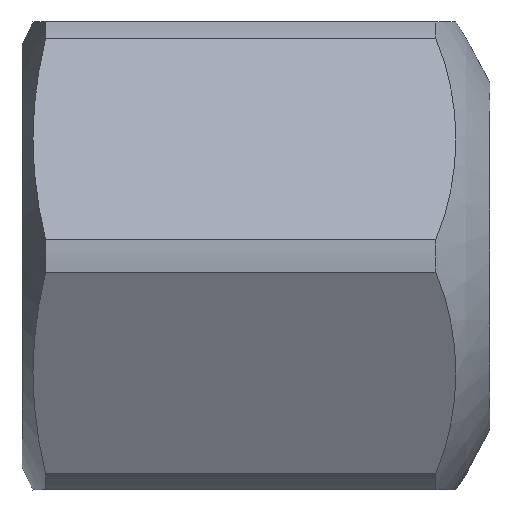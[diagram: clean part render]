
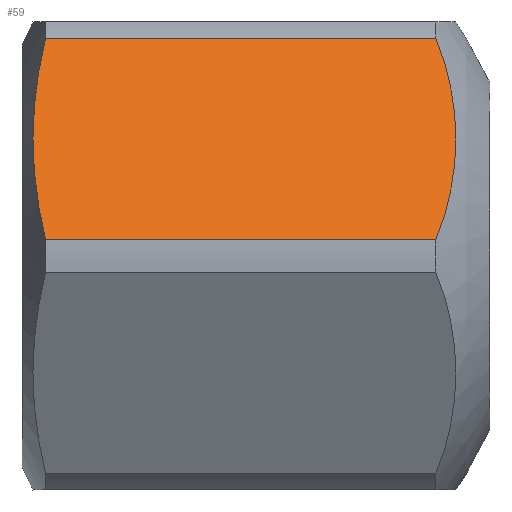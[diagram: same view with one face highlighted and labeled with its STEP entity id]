
A CAD part, front view. The second image highlights one B-rep face of the part: STEP entity #59.
In plain terms, the highlighted planar face has unit normal (0, -0.866, 0.5).
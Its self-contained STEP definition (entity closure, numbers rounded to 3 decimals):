
#59 = ADVANCED_FACE( '', ( #125 ), #126, .F. );
#125 = FACE_OUTER_BOUND( '', #196, .T. );
#126 = PLANE( '', #197 );
#196 = EDGE_LOOP( '', ( #303, #304, #305, #306 ) );
#197 = AXIS2_PLACEMENT_3D( '', #307, #308, #309 );
#303 = ORIENTED_EDGE( '', *, *, #428, .T. );
#304 = ORIENTED_EDGE( '', *, *, #432, .T. );
#305 = ORIENTED_EDGE( '', *, *, #433, .T. );
#306 = ORIENTED_EDGE( '', *, *, #399, .T. );
#307 = CARTESIAN_POINT( '', ( 27., -7.794, 13.5 ) );
#308 = DIRECTION( '', ( 0., 0.866, -0.5 ) );
#309 = DIRECTION( '', ( 0., 0.5, 0.866 ) );
#399 = EDGE_CURVE( '', #465, #463, #466, .T. );
#428 = EDGE_CURVE( '', #463, #512, #514, .F. );
#432 = EDGE_CURVE( '', #512, #518, #519, .F. );
#433 = EDGE_CURVE( '', #518, #465, #520, .T. );
#463 = VERTEX_POINT( '', #555 );
#465 = VERTEX_POINT( '', #557 );
#466 = LINE( '', #558, #559 );
#512 = VERTEX_POINT( '', #636 );
#514 = CIRCLE( '', #638, 19.843 );
#518 = VERTEX_POINT( '', #642 );
#519 = LINE( '', #643, #644 );
#520 = B_SPLINE_CURVE_WITH_KNOTS( '', 3, ( #645, #646, #647, #648, #649, #650, #651, #652, #653, #654, #655, #656 ), .UNSPECIFIED., .F., .F., ( 4, 2, 2, 2, 2, 4 ), ( 0., 0.003, 0.007, 0.01, 0.012, 0.013 ), .UNSPECIFIED. );
#555 = CARTESIAN_POINT( '', ( 23.869, -15.04, 0.95 ) );
#557 = CARTESIAN_POINT( '', ( 1.362, -15.04, 0.95 ) );
#558 = CARTESIAN_POINT( '', ( 27., -15.04, 0.95 ) );
#559 = VECTOR( '', #728, 1000. );
#636 = CARTESIAN_POINT( '', ( 23.869, -8.343, 12.55 ) );
#638 = AXIS2_PLACEMENT_3D( '', #775, #776, #777 );
#642 = CARTESIAN_POINT( '', ( 1.362, -8.343, 12.55 ) );
#643 = CARTESIAN_POINT( '', ( 27., -8.343, 12.55 ) );
#644 = VECTOR( '', #784, 1000. );
#645 = CARTESIAN_POINT( '', ( 1.362, -8.343, 12.55 ) );
#646 = CARTESIAN_POINT( '', ( 1.132, -8.897, 11.59 ) );
#647 = CARTESIAN_POINT( '', ( 0.948, -9.452, 10.629 ) );
#648 = CARTESIAN_POINT( '', ( 0.697, -10.565, 8.701 ) );
#649 = CARTESIAN_POINT( '', ( 0.63, -11.122, 7.735 ) );
#650 = CARTESIAN_POINT( '', ( 0.629, -12.24, 5.799 ) );
#651 = CARTESIAN_POINT( '', ( 0.694, -12.8, 4.829 ) );
#652 = CARTESIAN_POINT( '', ( 0.882, -13.643, 3.37 ) );
#653 = CARTESIAN_POINT( '', ( 0.96, -13.924, 2.883 ) );
#654 = CARTESIAN_POINT( '', ( 1.142, -14.484, 1.914 ) );
#655 = CARTESIAN_POINT( '', ( 1.247, -14.762, 1.431 ) );
#656 = CARTESIAN_POINT( '', ( 1.362, -15.04, 0.95 ) );
#728 = DIRECTION( '', ( 1., 0., 0. ) );
#775 = CARTESIAN_POINT( '', ( 5.19, -11.691, 6.75 ) );
#776 = DIRECTION( '', ( 0., 0.866, -0.5 ) );
#777 = DIRECTION( '', ( 0., 0.5, 0.866 ) );
#784 = DIRECTION( '', ( 1., 0., 0. ) );
